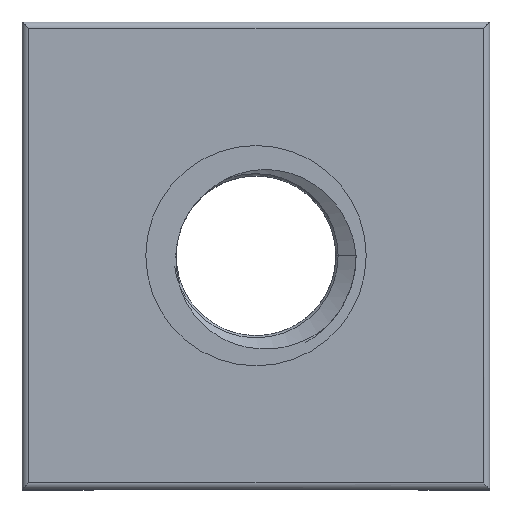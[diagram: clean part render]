
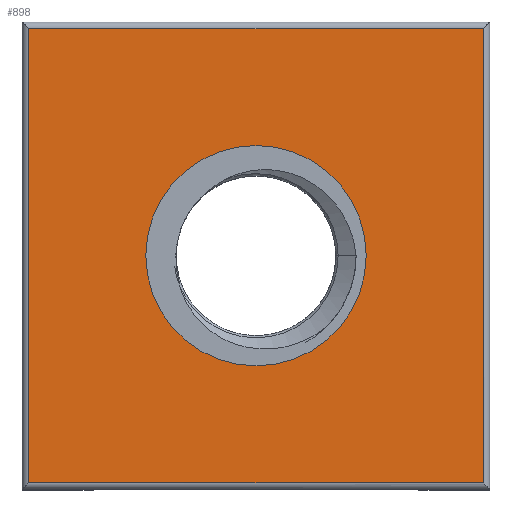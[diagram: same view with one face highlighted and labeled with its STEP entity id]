
A CAD part, top view. The second image highlights one B-rep face of the part: STEP entity #898.
In plain terms, the highlighted planar face has unit normal (0, 0, 1).
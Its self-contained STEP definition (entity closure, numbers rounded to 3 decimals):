
#189 = VERTEX_POINT('',#190);
#190 = CARTESIAN_POINT('',(-3.4,3.4,3.));
#197 = EDGE_CURVE('',#189,#198,#200,.T.);
#198 = VERTEX_POINT('',#199);
#199 = CARTESIAN_POINT('',(3.4,3.4,3.));
#200 = LINE('',#201,#202);
#201 = CARTESIAN_POINT('',(-3.5,3.4,3.));
#202 = VECTOR('',#203,1.);
#203 = DIRECTION('',(1.,0.,0.));
#655 = EDGE_CURVE('',#198,#656,#658,.T.);
#656 = VERTEX_POINT('',#657);
#657 = CARTESIAN_POINT('',(3.4,-3.4,3.));
#658 = LINE('',#659,#660);
#659 = CARTESIAN_POINT('',(3.4,3.5,3.));
#660 = VECTOR('',#661,1.);
#661 = DIRECTION('',(0.,-1.,0.));
#878 = VERTEX_POINT('',#879);
#879 = CARTESIAN_POINT('',(-3.4,-3.4,3.));
#886 = EDGE_CURVE('',#878,#189,#887,.T.);
#887 = LINE('',#888,#889);
#888 = CARTESIAN_POINT('',(-3.4,-3.5,3.));
#889 = VECTOR('',#890,1.);
#890 = DIRECTION('',(0.,1.,0.));
#898 = ADVANCED_FACE('',(#899,#910),#921,.F.);
#899 = FACE_BOUND('',#900,.F.);
#900 = EDGE_LOOP('',(#901,#902,#903,#904));
#901 = ORIENTED_EDGE('',*,*,#886,.T.);
#902 = ORIENTED_EDGE('',*,*,#197,.T.);
#903 = ORIENTED_EDGE('',*,*,#655,.T.);
#904 = ORIENTED_EDGE('',*,*,#905,.T.);
#905 = EDGE_CURVE('',#656,#878,#906,.T.);
#906 = LINE('',#907,#908);
#907 = CARTESIAN_POINT('',(3.5,-3.4,3.));
#908 = VECTOR('',#909,1.);
#909 = DIRECTION('',(-1.,0.,0.));
#910 = FACE_BOUND('',#911,.F.);
#911 = EDGE_LOOP('',(#912));
#912 = ORIENTED_EDGE('',*,*,#913,.T.);
#913 = EDGE_CURVE('',#914,#914,#916,.T.);
#914 = VERTEX_POINT('',#915);
#915 = CARTESIAN_POINT('',(1.65,0.,3.));
#916 = CIRCLE('',#917,1.65);
#917 = AXIS2_PLACEMENT_3D('',#918,#919,#920);
#918 = CARTESIAN_POINT('',(0.,0.,3.));
#919 = DIRECTION('',(0.,0.,1.));
#920 = DIRECTION('',(1.,0.,0.));
#921 = PLANE('',#922);
#922 = AXIS2_PLACEMENT_3D('',#923,#924,#925);
#923 = CARTESIAN_POINT('',(0.,0.,3.));
#924 = DIRECTION('',(-0.,-0.,-1.));
#925 = DIRECTION('',(-1.,0.,0.));
